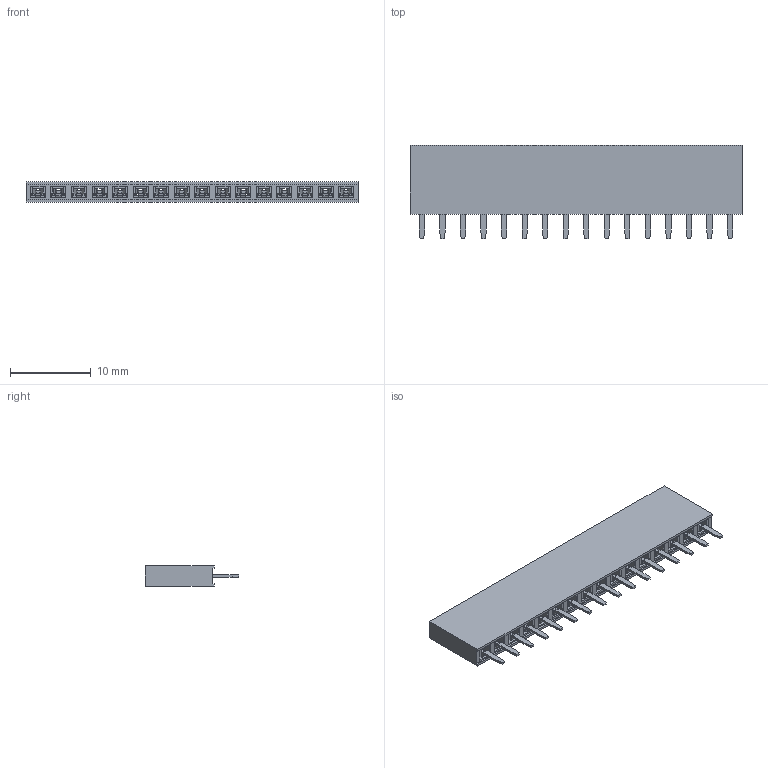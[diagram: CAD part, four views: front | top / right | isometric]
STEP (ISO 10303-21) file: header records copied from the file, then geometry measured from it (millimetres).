
FILE_DESCRIPTION(/* description */ (''),/* implementation_level */ '2;1');
FILE_NAME(/* name */ 'M20-7821642_asm.stp.iam.stp',/* time_stamp */ '2023-05-24T08:19:05+02:00',/* author */ ('mraoul'),/* organization */ (''),/* preprocessor_version */ 'ST-DEVELOPER v19.2',/* originating_system */ 'Autodesk Inventor 2024',/* authorisation */ '');
FILE_SCHEMA (('AUTOMOTIVE_DESIGN { 1 0 10303 214 3 1 1 }'));
Length unit declared in the file: millimetre
Products named in the file (4): M20-7821642_asm.stp; M20-7821646_ASM; M20-78216_MOULD; M20-782_CONTACT
Assembly tree (18 placements, depth 3):
  M20-7821642_asm.stp
    M20-7821646_ASM
      M20-78216_MOULD
      M20-782_CONTACT  x16
Bounding box: 41.04 x 11.5 x 2.5 mm (x, y, z)
Volume: 639.3 mm3; surface area: 2404.6 mm2
Topology: 17 solids, 17 shells, 1658 faces, 4360 edges, 2768 vertices
Faces by surface type: plane 1306, cylinder 352
Entity records: 9331 total; most frequent: CARTESIAN_POINT 1593, ORIENTED_EDGE 1550, DIRECTION 1479, EDGE_CURVE 775, LINE 731, VECTOR 731, VERTEX_POINT 488, AXIS2_PLACEMENT_3D 374
